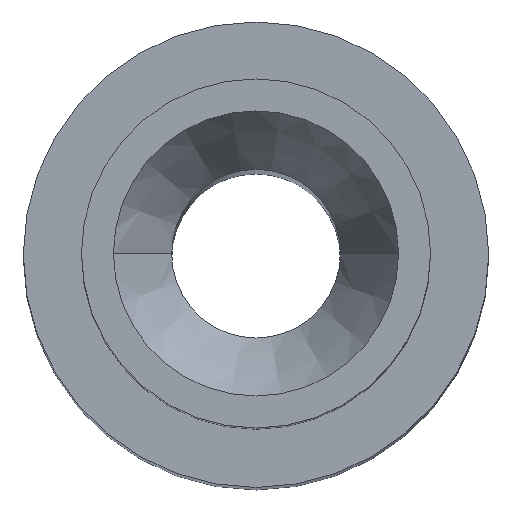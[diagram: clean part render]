
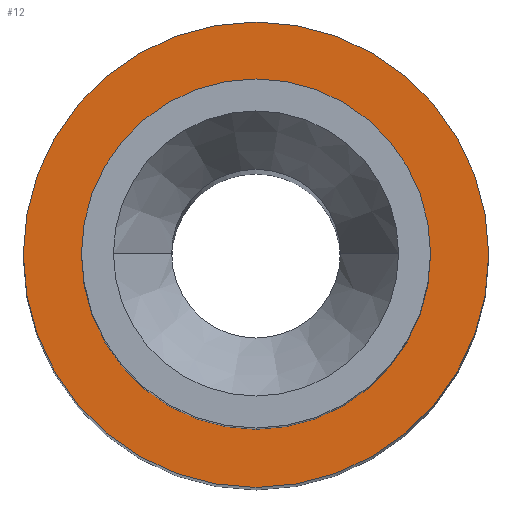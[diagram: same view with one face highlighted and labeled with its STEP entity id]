
A CAD part, top view. The second image highlights one B-rep face of the part: STEP entity #12.
In plain terms, the highlighted planar face has unit normal (0, 0, 1).
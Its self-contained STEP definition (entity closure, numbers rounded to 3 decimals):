
#6 = EDGE_LOOP ( 'NONE', ( #63, #73 ) ) ;
#12 = ADVANCED_FACE ( 'NONE', ( #45, #76 ), #353, .T. ) ;
#45 = FACE_BOUND ( 'NONE', #6, .T. ) ;
#63 = ORIENTED_EDGE ( 'NONE', *, *, #171, .T. ) ;
#70 = ORIENTED_EDGE ( 'NONE', *, *, #191, .F. ) ;
#71 = AXIS2_PLACEMENT_3D ( 'NONE', #470, #507, #392 ) ;
#73 = ORIENTED_EDGE ( 'NONE', *, *, #163, .T. ) ;
#74 = CARTESIAN_POINT ( 'NONE',  ( 4., 0., 37.5 ) ) ;
#76 = FACE_OUTER_BOUND ( 'NONE', #400, .T. ) ;
#87 = DIRECTION ( 'NONE',  ( 0., 0., -1. ) ) ;
#94 = DIRECTION ( 'NONE',  ( -1., 0., 0. ) ) ;
#111 = AXIS2_PLACEMENT_3D ( 'NONE', #282, #205, #94 ) ;
#123 = CARTESIAN_POINT ( 'NONE',  ( 3., 0., 37.5 ) ) ;
#127 = CARTESIAN_POINT ( 'NONE',  ( 0., 0., 37.5 ) ) ;
#135 = DIRECTION ( 'NONE',  ( 0., 0., -1. ) ) ;
#139 = AXIS2_PLACEMENT_3D ( 'NONE', #408, #87, #372 ) ;
#140 = CARTESIAN_POINT ( 'NONE',  ( -3., 0., 37.5 ) ) ;
#144 = EDGE_CURVE ( 'NONE', #355, #279, #484, .T. ) ;
#160 = CIRCLE ( 'NONE', #351, 3. ) ;
#163 = EDGE_CURVE ( 'NONE', #227, #389, #160, .T. ) ;
#171 = EDGE_CURVE ( 'NONE', #389, #227, #232, .T. ) ;
#191 = EDGE_CURVE ( 'NONE', #279, #355, #368, .T. ) ;
#205 = DIRECTION ( 'NONE',  ( 0., 0., -1. ) ) ;
#227 = VERTEX_POINT ( 'NONE', #140 ) ;
#232 = CIRCLE ( 'NONE', #111, 3. ) ;
#239 = CARTESIAN_POINT ( 'NONE',  ( -4., 0., 37.5 ) ) ;
#263 = AXIS2_PLACEMENT_3D ( 'NONE', #447, #135, #412 ) ;
#279 = VERTEX_POINT ( 'NONE', #239 ) ;
#282 = CARTESIAN_POINT ( 'NONE',  ( 0., 0., 37.5 ) ) ;
#351 = AXIS2_PLACEMENT_3D ( 'NONE', #127, #375, #369 ) ;
#353 = PLANE ( 'NONE',  #71 ) ;
#355 = VERTEX_POINT ( 'NONE', #74 ) ;
#368 = CIRCLE ( 'NONE', #139, 4. ) ;
#369 = DIRECTION ( 'NONE',  ( -1., 0., 0. ) ) ;
#372 = DIRECTION ( 'NONE',  ( -1., 0., 0. ) ) ;
#375 = DIRECTION ( 'NONE',  ( 0., 0., -1. ) ) ;
#389 = VERTEX_POINT ( 'NONE', #123 ) ;
#392 = DIRECTION ( 'NONE',  ( -1., 0., 0. ) ) ;
#400 = EDGE_LOOP ( 'NONE', ( #70, #462 ) ) ;
#408 = CARTESIAN_POINT ( 'NONE',  ( 0., 0., 37.5 ) ) ;
#412 = DIRECTION ( 'NONE',  ( -1., 0., 0. ) ) ;
#447 = CARTESIAN_POINT ( 'NONE',  ( 0., 0., 37.5 ) ) ;
#462 = ORIENTED_EDGE ( 'NONE', *, *, #144, .F. ) ;
#470 = CARTESIAN_POINT ( 'NONE',  ( 0., 0., 37.5 ) ) ;
#484 = CIRCLE ( 'NONE', #263, 4. ) ;
#507 = DIRECTION ( 'NONE',  ( 0., 0., 1. ) ) ;
